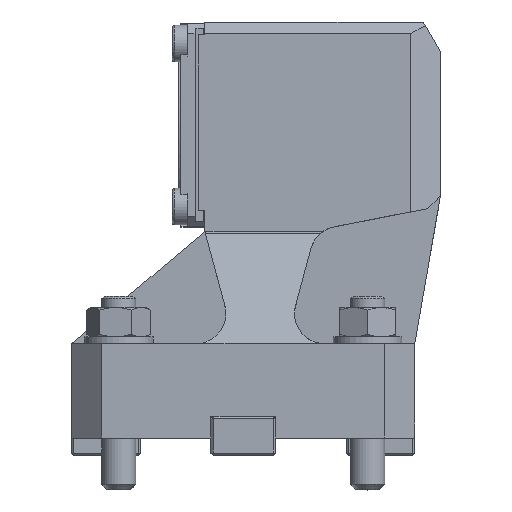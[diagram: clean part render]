
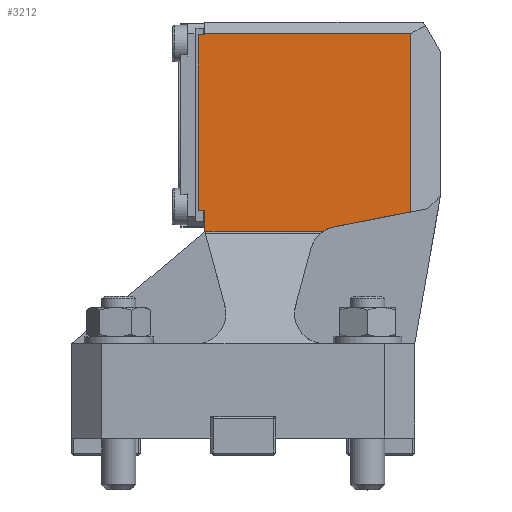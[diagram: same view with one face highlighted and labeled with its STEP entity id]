
A CAD part, top view. The second image highlights one B-rep face of the part: STEP entity #3212.
In plain terms, the highlighted planar face has unit normal (0, 0, 1).
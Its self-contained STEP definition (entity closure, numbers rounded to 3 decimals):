
#568 = VERTEX_POINT ( 'NONE', #20031 ) ;
#871 = DIRECTION ( 'NONE',  ( 0., 1., 0. ) ) ;
#983 = FACE_OUTER_BOUND ( 'NONE', #27111, .T. ) ;
#1381 = AXIS2_PLACEMENT_3D ( 'NONE', #24881, #19886, #12888 ) ;
#1463 = CARTESIAN_POINT ( 'NONE',  ( -9., 94.25, 24. ) ) ;
#2037 = CARTESIAN_POINT ( 'NONE',  ( -9., 94., 24. ) ) ;
#2038 = EDGE_CURVE ( 'NONE', #23494, #13201, #5180, .T. ) ;
#2134 = VECTOR ( 'NONE', #17167, 1000. ) ;
#2367 = ORIENTED_EDGE ( 'NONE', *, *, #11493, .F. ) ;
#3155 = PLANE ( 'NONE',  #1381 ) ;
#3212 = ADVANCED_FACE ( 'NONE', ( #983 ), #3155, .F. ) ;
#3881 = DIRECTION ( 'NONE',  ( 0., 1., 0. ) ) ;
#4046 = VERTEX_POINT ( 'NONE', #27199 ) ;
#4784 = VECTOR ( 'NONE', #16059, 1000. ) ;
#4830 = ORIENTED_EDGE ( 'NONE', *, *, #24648, .T. ) ;
#5180 = LINE ( 'NONE', #30616, #4784 ) ;
#5307 = CARTESIAN_POINT ( 'NONE',  ( -9., 97., 24. ) ) ;
#5455 = VECTOR ( 'NONE', #871, 1000. ) ;
#5855 = ORIENTED_EDGE ( 'NONE', *, *, #26347, .T. ) ;
#6014 = VECTOR ( 'NONE', #19576, 1000. ) ;
#6491 = CARTESIAN_POINT ( 'NONE',  ( -40., 94.25, 24. ) ) ;
#7338 = VECTOR ( 'NONE', #29069, 1000. ) ;
#9084 = CIRCLE ( 'NONE', #18548, 7. ) ;
#9300 = EDGE_CURVE ( 'NONE', #13265, #13201, #25910, .T. ) ;
#9387 = ORIENTED_EDGE ( 'NONE', *, *, #16085, .F. ) ;
#9449 = CARTESIAN_POINT ( 'NONE',  ( -10.5, 94., 24. ) ) ;
#10042 = CARTESIAN_POINT ( 'NONE',  ( 21.232, 49.269, 24. ) ) ;
#10198 = VERTEX_POINT ( 'NONE', #2037 ) ;
#10547 = ORIENTED_EDGE ( 'NONE', *, *, #18437, .F. ) ;
#10777 = CARTESIAN_POINT ( 'NONE',  ( 22.568, 42.397, 24. ) ) ;
#10867 = DIRECTION ( 'NONE',  ( -0.259, 0.966, 0. ) ) ;
#10985 = LINE ( 'NONE', #5307, #31177 ) ;
#11436 = ORIENTED_EDGE ( 'NONE', *, *, #9300, .F. ) ;
#11493 = EDGE_CURVE ( 'NONE', #12674, #10198, #14393, .T. ) ;
#11569 = LINE ( 'NONE', #24254, #2134 ) ;
#11641 = VERTEX_POINT ( 'NONE', #1463 ) ;
#12453 = VERTEX_POINT ( 'NONE', #30139 ) ;
#12674 = VERTEX_POINT ( 'NONE', #19805 ) ;
#12888 = DIRECTION ( 'NONE',  ( 0., 1., 0. ) ) ;
#13201 = VERTEX_POINT ( 'NONE', #22056 ) ;
#13265 = VERTEX_POINT ( 'NONE', #27474 ) ;
#14393 = LINE ( 'NONE', #23162, #20073 ) ;
#15672 = LINE ( 'NONE', #9449, #7338 ) ;
#16044 = VECTOR ( 'NONE', #3881, 1000. ) ;
#16059 = DIRECTION ( 'NONE',  ( 1., 0., 0. ) ) ;
#16085 = EDGE_CURVE ( 'NONE', #23494, #12674, #15672, .T. ) ;
#17167 = DIRECTION ( 'NONE',  ( 1., 0., 0. ) ) ;
#17174 = LINE ( 'NONE', #17562, #5455 ) ;
#17259 = LINE ( 'NONE', #30425, #28279 ) ;
#17562 = CARTESIAN_POINT ( 'NONE',  ( 39.072, 94.25, 24. ) ) ;
#18402 = DIRECTION ( 'NONE',  ( 0., 1., 0. ) ) ;
#18437 = EDGE_CURVE ( 'NONE', #10198, #11641, #10985, .T. ) ;
#18548 = AXIS2_PLACEMENT_3D ( 'NONE', #10777, #27957, #18402 ) ;
#18717 = EDGE_CURVE ( 'NONE', #29966, #568, #9084, .T. ) ;
#18955 = ORIENTED_EDGE ( 'NONE', *, *, #2038, .T. ) ;
#19427 = VECTOR ( 'NONE', #26822, 1000. ) ;
#19576 = DIRECTION ( 'NONE',  ( -0.982, -0.191, 0. ) ) ;
#19805 = CARTESIAN_POINT ( 'NONE',  ( -10.5, 94., 24. ) ) ;
#19886 = DIRECTION ( 'NONE',  ( 0., 0., -1. ) ) ;
#20031 = CARTESIAN_POINT ( 'NONE',  ( 18.548, 48.128, 24. ) ) ;
#20073 = VECTOR ( 'NONE', #23062, 1000. ) ;
#20729 = EDGE_CURVE ( 'NONE', #11641, #12453, #25886, .T. ) ;
#21548 = LINE ( 'NONE', #21785, #6014 ) ;
#21785 = CARTESIAN_POINT ( 'NONE',  ( -0.966, 44.954, 24. ) ) ;
#22056 = CARTESIAN_POINT ( 'NONE',  ( -9., 53., 24. ) ) ;
#23062 = DIRECTION ( 'NONE',  ( 1., 0., 0. ) ) ;
#23162 = CARTESIAN_POINT ( 'NONE',  ( -10.5, 94., 24. ) ) ;
#23259 = EDGE_CURVE ( 'NONE', #4046, #29966, #21548, .T. ) ;
#23494 = VERTEX_POINT ( 'NONE', #30610 ) ;
#24254 = CARTESIAN_POINT ( 'NONE',  ( -40., 48.128, 24. ) ) ;
#24648 = EDGE_CURVE ( 'NONE', #26396, #568, #11569, .T. ) ;
#24881 = CARTESIAN_POINT ( 'NONE',  ( -10.5, 94., 24. ) ) ;
#24955 = EDGE_CURVE ( 'NONE', #26396, #13265, #17259, .T. ) ;
#25616 = CARTESIAN_POINT ( 'NONE',  ( -9., 97., 24. ) ) ;
#25886 = LINE ( 'NONE', #6491, #19427 ) ;
#25910 = LINE ( 'NONE', #25616, #16044 ) ;
#26347 = EDGE_CURVE ( 'NONE', #4046, #12453, #17174, .T. ) ;
#26396 = VERTEX_POINT ( 'NONE', #27331 ) ;
#26822 = DIRECTION ( 'NONE',  ( 1., 0., 0. ) ) ;
#27111 = EDGE_LOOP ( 'NONE', ( #29433, #5855, #27484, #10547, #2367, #9387, #18955, #11436, #27644, #4830, #28013 ) ) ;
#27134 = DIRECTION ( 'NONE',  ( 0., 1., 0. ) ) ;
#27199 = CARTESIAN_POINT ( 'NONE',  ( 39.072, 52.736, 24. ) ) ;
#27331 = CARTESIAN_POINT ( 'NONE',  ( -8.9, 48.128, 24. ) ) ;
#27474 = CARTESIAN_POINT ( 'NONE',  ( -9., 48.5, 24. ) ) ;
#27484 = ORIENTED_EDGE ( 'NONE', *, *, #20729, .F. ) ;
#27644 = ORIENTED_EDGE ( 'NONE', *, *, #24955, .F. ) ;
#27957 = DIRECTION ( 'NONE',  ( 0., 0., 1. ) ) ;
#28013 = ORIENTED_EDGE ( 'NONE', *, *, #18717, .F. ) ;
#28279 = VECTOR ( 'NONE', #10867, 1000. ) ;
#29069 = DIRECTION ( 'NONE',  ( 0., 1., 0. ) ) ;
#29433 = ORIENTED_EDGE ( 'NONE', *, *, #23259, .F. ) ;
#29966 = VERTEX_POINT ( 'NONE', #10042 ) ;
#30139 = CARTESIAN_POINT ( 'NONE',  ( 39.072, 94.25, 24. ) ) ;
#30425 = CARTESIAN_POINT ( 'NONE',  ( -20.475, 91.327, 24. ) ) ;
#30610 = CARTESIAN_POINT ( 'NONE',  ( -10.5, 53., 24. ) ) ;
#30616 = CARTESIAN_POINT ( 'NONE',  ( -10.5, 53., 24. ) ) ;
#31177 = VECTOR ( 'NONE', #27134, 1000. ) ;
